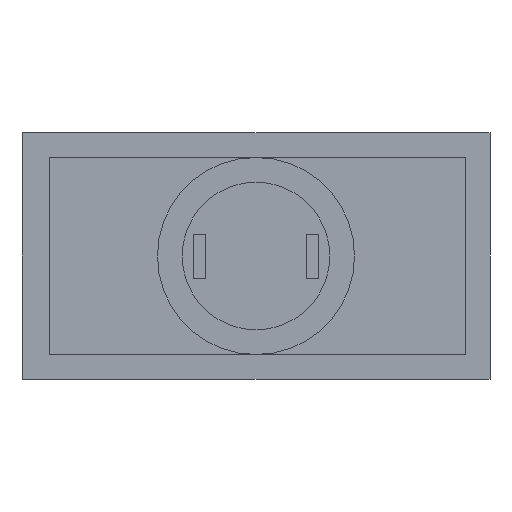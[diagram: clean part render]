
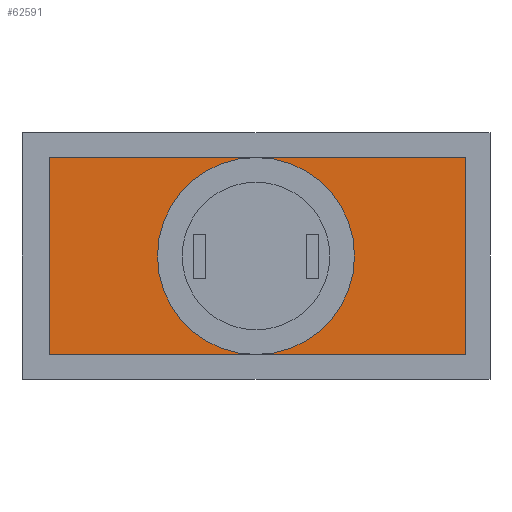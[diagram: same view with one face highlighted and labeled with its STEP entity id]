
A CAD part, front view. The second image highlights one B-rep face of the part: STEP entity #62591.
In plain terms, the highlighted planar face has unit normal (0, -1, 0).
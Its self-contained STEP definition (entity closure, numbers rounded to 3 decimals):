
#62555 = EDGE_CURVE('',#62556,#62558,#62560,.T.);
#62556 = VERTEX_POINT('',#62557);
#62557 = CARTESIAN_POINT('',(-9.5,2.,0.));
#62558 = VERTEX_POINT('',#62559);
#62559 = CARTESIAN_POINT('',(-9.5,2.,10.));
#62560 = LINE('',#62561,#62562);
#62561 = CARTESIAN_POINT('',(-9.5,2.,0.));
#62562 = VECTOR('',#62563,1.);
#62563 = DIRECTION('',(0.,0.,1.));
#62591 = ADVANCED_FACE('',(#62592),#62617,.T.);
#62592 = FACE_BOUND('',#62593,.T.);
#62593 = EDGE_LOOP('',(#62594,#62604,#62610,#62611));
#62594 = ORIENTED_EDGE('',*,*,#62595,.T.);
#62595 = EDGE_CURVE('',#62596,#62598,#62600,.T.);
#62596 = VERTEX_POINT('',#62597);
#62597 = CARTESIAN_POINT('',(9.5,2.,0.));
#62598 = VERTEX_POINT('',#62599);
#62599 = CARTESIAN_POINT('',(9.5,2.,10.));
#62600 = LINE('',#62601,#62602);
#62601 = CARTESIAN_POINT('',(9.5,2.,0.));
#62602 = VECTOR('',#62603,1.);
#62603 = DIRECTION('',(0.,0.,1.));
#62604 = ORIENTED_EDGE('',*,*,#62605,.T.);
#62605 = EDGE_CURVE('',#62598,#62558,#62606,.T.);
#62606 = LINE('',#62607,#62608);
#62607 = CARTESIAN_POINT('',(9.5,2.,10.));
#62608 = VECTOR('',#62609,1.);
#62609 = DIRECTION('',(-1.,0.,0.));
#62610 = ORIENTED_EDGE('',*,*,#62555,.F.);
#62611 = ORIENTED_EDGE('',*,*,#62612,.F.);
#62612 = EDGE_CURVE('',#62596,#62556,#62613,.T.);
#62613 = LINE('',#62614,#62615);
#62614 = CARTESIAN_POINT('',(9.5,2.,0.));
#62615 = VECTOR('',#62616,1.);
#62616 = DIRECTION('',(-1.,0.,0.));
#62617 = PLANE('',#62618);
#62618 = AXIS2_PLACEMENT_3D('',#62619,#62620,#62621);
#62619 = CARTESIAN_POINT('',(9.5,2.,0.));
#62620 = DIRECTION('',(0.,-1.,0.));
#62621 = DIRECTION('',(-1.,0.,0.));
